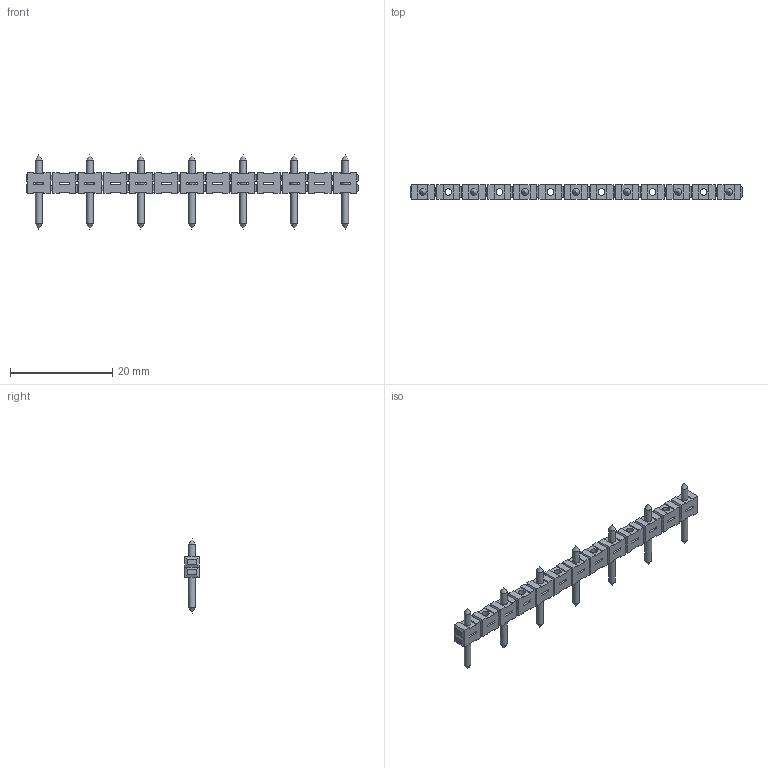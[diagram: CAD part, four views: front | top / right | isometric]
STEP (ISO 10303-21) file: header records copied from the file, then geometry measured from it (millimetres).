
FILE_DESCRIPTION(('STEP AP214'),'1');
FILE_NAME('PVSD07-10.stp','2018-11-21T10:04:02',(' '),(' '),'Spatial InterOp 3D',' ',' ');
FILE_SCHEMA(('AUTOMOTIVE_DESIGN { 1 0 10303 214 1 1 1 1 }'));
Length unit declared in the file: metre
Products named in the file (1): 1
Bounding box: 65 x 2.8 x 14.5 mm (x, y, z)
Volume: 710 mm3; surface area: 1495.3 mm2
Topology: 1 solids, 1 shells, 467 faces, 1189 edges, 700 vertices
Faces by surface type: plane 420, cylinder 33, cone 14
Full cylindrical faces by diameter (mm): 1.3 x33
Entity records: 16749 total; most frequent: CARTESIAN_POINT 2216, ORIENTED_EDGE 2176, DIRECTION 2090, EDGE_CURVE 1088, LINE 1022, VECTOR 1022, VERTEX_POINT 660, EDGE_LOOP 578
